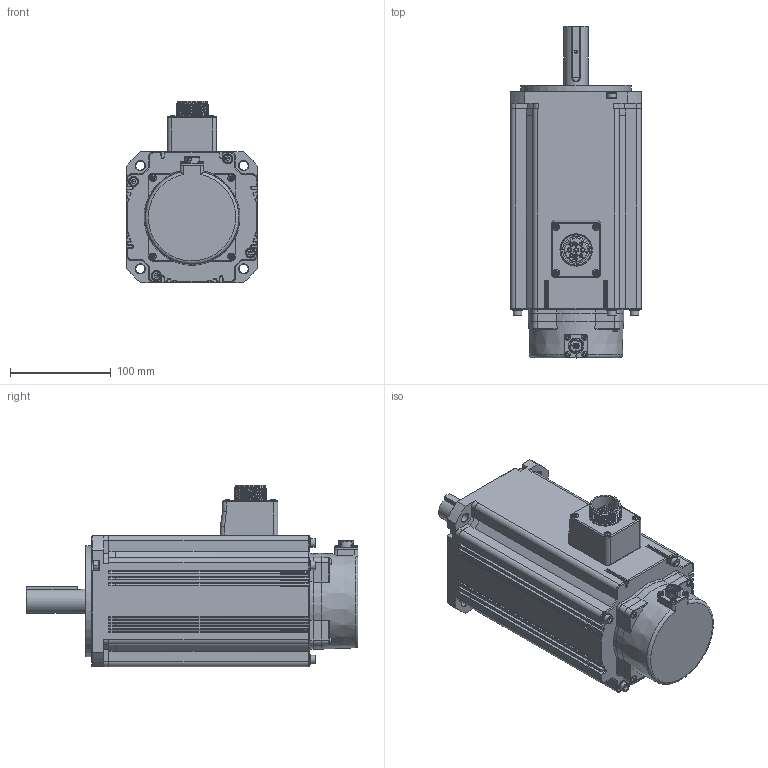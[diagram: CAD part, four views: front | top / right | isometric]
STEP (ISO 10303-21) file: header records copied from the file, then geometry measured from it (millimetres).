
FILE_DESCRIPTION( ('This file contains a STEP AP42 implementation' ,'as created by ZW3D STEP Interface translator.') ,'2;1' );
FILE_NAME( 'X6MA400K-B4LD.stp' ,'22 827.131416', (''), ('ZWCAD Software Co.'), 'Version 1.0', 'ZW3D to STEP translator', '' );
FILE_SCHEMA(('CONFIG_CONTROL_DESIGN'));
Length unit declared in the file: millimetre
Products named in the file (1): 0
Bounding box: 130 x 329.5 x 180.1 mm (x, y, z)
Surface area: 209359.6 mm2 (no closed solid volume)
Topology: 0 solids, 1 shells, 2916 faces, 8299 edges, 5270 vertices
Faces by surface type: plane 1095, bspline 987, cylinder 663, cone 91, torus 55, sphere 25
Full cylindrical faces by diameter (mm): 0.8 x4, 1 x10, 2.4 x12, 3 x55, 3.5 x4, 5 x19, 5.5 x8, 6 x27, 6.5 x4, 8.5 x4, 10 x8, 11.8 x1, 15.2 x1, 24 x1, 26.85 x1, 28.6 x1, 29.8 x1, 31.712 x8, 32.1 x1, 35 x1, 35.9 x1, 98 x1, 110 x1
Entity records: 133675 total; most frequent: CARTESIAN_POINT 66239, ORIENTED_EDGE 16522, DIRECTION 10872, EDGE_CURVE 8261, VERTEX_POINT 5287, VECTOR 3812, LINE 3812, AXIS2_PLACEMENT_3D 3530
